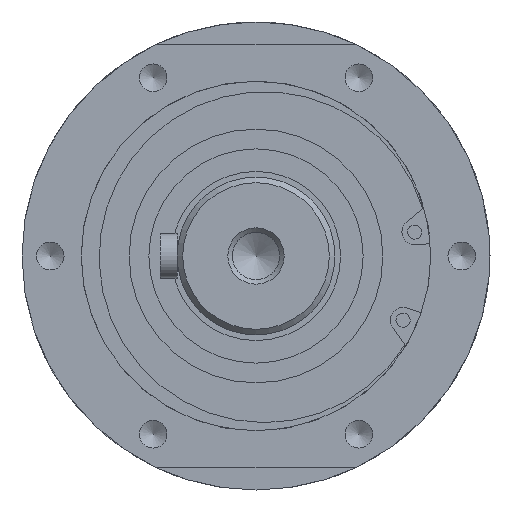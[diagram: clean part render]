
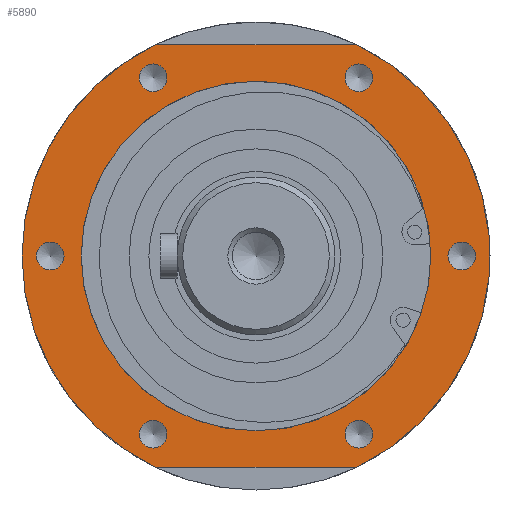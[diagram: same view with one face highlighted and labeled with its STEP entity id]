
A CAD part, left-side view. The second image highlights one B-rep face of the part: STEP entity #5890.
In plain terms, the highlighted planar face has unit normal (-1, 0, 0).
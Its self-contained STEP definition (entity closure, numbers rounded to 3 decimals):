
#3149=CARTESIAN_POINT('',(62.0,17.776,37.5));
#3150=VERTEX_POINT('',#3149);
#3168=CARTESIAN_POINT('',(62.0,-17.776,37.5));
#3169=VERTEX_POINT('',#3168);
#3176=CARTESIAN_POINT('',(62.0,-17.776,-37.5));
#3177=VERTEX_POINT('',#3176);
#3178=CARTESIAN_POINT('',(62.0,0.,0.0));
#3179=DIRECTION('',(1.0,0.0,0.0));
#3180=DIRECTION('',(0.0,1.0,0.0));
#3181=AXIS2_PLACEMENT_3D('',#3178,#3179,#3180);
#3182=CIRCLE('',#3181,41.5);
#3183=EDGE_CURVE('',#3169,#3177,#3182,.T.);
#3202=CARTESIAN_POINT('',(62.0,17.776,-37.5));
#3203=VERTEX_POINT('',#3202);
#3210=CARTESIAN_POINT('',(62.0,0.,0.0));
#3211=DIRECTION('',(1.0,0.0,0.0));
#3212=DIRECTION('',(0.0,1.0,0.0));
#3213=AXIS2_PLACEMENT_3D('',#3210,#3211,#3212);
#3214=CIRCLE('',#3213,41.5);
#3215=EDGE_CURVE('',#3203,#3150,#3214,.T.);
#3245=CARTESIAN_POINT('',(62.,20.379,-30.381));
#3246=VERTEX_POINT('',#3245);
#3247=CARTESIAN_POINT('',(62.,18.25,-31.61));
#3248=DIRECTION('',(1.0,0.,0.));
#3249=DIRECTION('',(0.,0.866,0.5));
#3250=AXIS2_PLACEMENT_3D('',#3247,#3248,#3249);
#3251=CIRCLE('',#3250,2.459);
#3252=EDGE_CURVE('',#3246,#3246,#3251,.T.);
#3282=CARTESIAN_POINT('',(62.,-16.121,-32.839));
#3283=VERTEX_POINT('',#3282);
#3284=CARTESIAN_POINT('',(62.,-18.25,-31.61));
#3285=DIRECTION('',(1.0,0.,0.));
#3286=DIRECTION('',(0.,0.866,-0.5));
#3287=AXIS2_PLACEMENT_3D('',#3284,#3285,#3286);
#3288=CIRCLE('',#3287,2.459);
#3289=EDGE_CURVE('',#3283,#3283,#3288,.T.);
#3319=CARTESIAN_POINT('',(62.,-36.5,-2.458));
#3320=VERTEX_POINT('',#3319);
#3321=CARTESIAN_POINT('',(62.,-36.5,0.));
#3322=DIRECTION('',(1.0,0.0,0.0));
#3323=DIRECTION('',(0.0,0.0,-1.0));
#3324=AXIS2_PLACEMENT_3D('',#3321,#3322,#3323);
#3325=CIRCLE('',#3324,2.459);
#3326=EDGE_CURVE('',#3320,#3320,#3325,.T.);
#3356=CARTESIAN_POINT('',(62.,-20.379,30.381));
#3357=VERTEX_POINT('',#3356);
#3358=CARTESIAN_POINT('',(62.,-18.25,31.61));
#3359=DIRECTION('',(1.0,0.,0.));
#3360=DIRECTION('',(0.,-0.866,-0.5));
#3361=AXIS2_PLACEMENT_3D('',#3358,#3359,#3360);
#3362=CIRCLE('',#3361,2.459);
#3363=EDGE_CURVE('',#3357,#3357,#3362,.T.);
#3393=CARTESIAN_POINT('',(62.,16.121,32.839));
#3394=VERTEX_POINT('',#3393);
#3395=CARTESIAN_POINT('',(62.,18.25,31.61));
#3396=DIRECTION('',(1.0,0.,0.));
#3397=DIRECTION('',(0.,-0.866,0.5));
#3398=AXIS2_PLACEMENT_3D('',#3395,#3396,#3397);
#3399=CIRCLE('',#3398,2.459);
#3400=EDGE_CURVE('',#3394,#3394,#3399,.T.);
#3430=CARTESIAN_POINT('',(62.,36.5,2.459));
#3431=VERTEX_POINT('',#3430);
#3432=CARTESIAN_POINT('',(62.,36.5,0.));
#3433=DIRECTION('',(1.0,0.0,0.0));
#3434=DIRECTION('',(0.0,0.0,1.0));
#3435=AXIS2_PLACEMENT_3D('',#3432,#3433,#3434);
#3436=CIRCLE('',#3435,2.459);
#3437=EDGE_CURVE('',#3431,#3431,#3436,.T.);
#3466=CARTESIAN_POINT('',(62.0,-17.776,37.5));
#3467=DIRECTION('',(0.0,1.0,0.0));
#3468=VECTOR('',#3467,35.553);
#3469=LINE('',#3466,#3468);
#3470=EDGE_CURVE('',#3169,#3150,#3469,.T.);
#3498=CARTESIAN_POINT('',(62.,17.776,-37.5));
#3499=DIRECTION('',(0.0,-1.0,0.0));
#3500=VECTOR('',#3499,35.553);
#3501=LINE('',#3498,#3500);
#3502=EDGE_CURVE('',#3203,#3177,#3501,.T.);
#5842=CARTESIAN_POINT('',(62.,31.,0.0));
#5843=VERTEX_POINT('',#5842);
#5844=CARTESIAN_POINT('',(62.,0.,0.0));
#5845=DIRECTION('',(1.0,0.0,0.0));
#5846=DIRECTION('',(0.0,1.0,0.0));
#5847=AXIS2_PLACEMENT_3D('',#5844,#5845,#5846);
#5848=CIRCLE('',#5847,31.);
#5849=EDGE_CURVE('',#5843,#5843,#5848,.T.);
#5858=CARTESIAN_POINT('',(62.,36.25,0.0));
#5859=DIRECTION('',(-1.0,0.0,0.0));
#5860=DIRECTION('',(0.0,0.0,1.0));
#5861=AXIS2_PLACEMENT_3D('',#5858,#5859,#5860);
#5862=PLANE('',#5861);
#5863=ORIENTED_EDGE('',*,*,#3470,.T.);
#5864=ORIENTED_EDGE('',*,*,#3215,.F.);
#5865=ORIENTED_EDGE('',*,*,#3502,.T.);
#5866=ORIENTED_EDGE('',*,*,#3183,.F.);
#5867=EDGE_LOOP('',(#5863,#5864,#5865,#5866));
#5868=FACE_OUTER_BOUND('',#5867,.T.);
#5869=ORIENTED_EDGE('',*,*,#3252,.T.);
#5870=EDGE_LOOP('',(#5869));
#5871=FACE_BOUND('',#5870,.T.);
#5872=ORIENTED_EDGE('',*,*,#3289,.T.);
#5873=EDGE_LOOP('',(#5872));
#5874=FACE_BOUND('',#5873,.T.);
#5875=ORIENTED_EDGE('',*,*,#3326,.T.);
#5876=EDGE_LOOP('',(#5875));
#5877=FACE_BOUND('',#5876,.T.);
#5878=ORIENTED_EDGE('',*,*,#3363,.T.);
#5879=EDGE_LOOP('',(#5878));
#5880=FACE_BOUND('',#5879,.T.);
#5881=ORIENTED_EDGE('',*,*,#3400,.T.);
#5882=EDGE_LOOP('',(#5881));
#5883=FACE_BOUND('',#5882,.T.);
#5884=ORIENTED_EDGE('',*,*,#3437,.T.);
#5885=EDGE_LOOP('',(#5884));
#5886=FACE_BOUND('',#5885,.T.);
#5887=ORIENTED_EDGE('',*,*,#5849,.T.);
#5888=EDGE_LOOP('',(#5887));
#5889=FACE_BOUND('',#5888,.T.);
#5890=ADVANCED_FACE('',(#5868,#5871,#5874,#5877,#5880,#5883,#5886,#5889),#5862,.T.);
